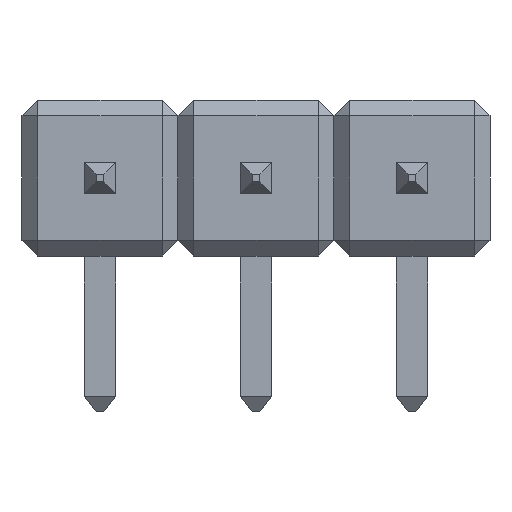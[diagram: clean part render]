
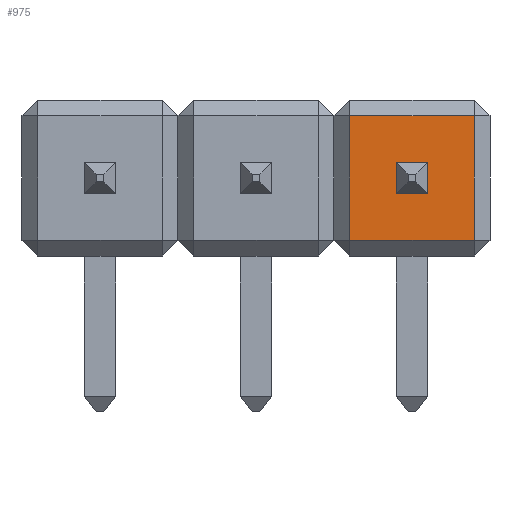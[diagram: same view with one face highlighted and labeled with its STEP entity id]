
A CAD part, front view. The second image highlights one B-rep face of the part: STEP entity #975.
In plain terms, the highlighted planar face has unit normal (0, -1, 0).
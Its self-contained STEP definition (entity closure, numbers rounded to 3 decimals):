
#975=ADVANCED_FACE('',(#2047),#2049,.T.);
#2047=FACE_BOUND('',#2048,.T.);
#2048=EDGE_LOOP('',(#2735,#2736,#2737,#2738));
#2049=PLANE('',#2050);
#2050=AXIS2_PLACEMENT_3D('',#2051,#2052,#2053);
#2051=CARTESIAN_POINT('',(0.,-3.048,0.));
#2052=DIRECTION('',(0.,-1.,0.));
#2053=DIRECTION('',(0.,0.,-1.));
#2735=ORIENTED_EDGE('',*,*,#3337,.F.);
#2736=ORIENTED_EDGE('',*,*,#3313,.T.);
#2737=ORIENTED_EDGE('',*,*,#3316,.T.);
#2738=ORIENTED_EDGE('',*,*,#3325,.T.);
#3313=EDGE_CURVE('',#4241,#4238,#4242,.T.);
#3316=EDGE_CURVE('',#4238,#4246,#4247,.T.);
#3325=EDGE_CURVE('',#4246,#4258,#4261,.T.);
#3337=EDGE_CURVE('',#4241,#4258,#4277,.T.);
#4238=VERTEX_POINT('',#4502);
#4241=VERTEX_POINT('',#4509);
#4242=LINE('',#4510,#4511);
#4246=VERTEX_POINT('',#4520);
#4247=LINE('',#4521,#4522);
#4258=VERTEX_POINT('',#4548);
#4261=LINE('',#4553,#4554);
#4277=LINE('',#4593,#4594);
#4502=CARTESIAN_POINT('',(4.064,-3.048,2.286));
#4509=CARTESIAN_POINT('',(6.096,-3.048,2.286));
#4510=CARTESIAN_POINT('',(6.096,-3.048,2.286));
#4511=VECTOR('',#4512,1.);
#4512=DIRECTION('',(-1.,0.,0.));
#4520=CARTESIAN_POINT('',(4.064,-3.048,0.254));
#4521=CARTESIAN_POINT('',(4.064,-3.048,2.286));
#4522=VECTOR('',#4523,1.);
#4523=DIRECTION('',(0.,0.,-1.));
#4548=CARTESIAN_POINT('',(6.096,-3.048,0.254));
#4553=CARTESIAN_POINT('',(4.064,-3.048,0.254));
#4554=VECTOR('',#4555,1.);
#4555=DIRECTION('',(1.,0.,0.));
#4593=CARTESIAN_POINT('',(6.096,-3.048,2.286));
#4594=VECTOR('',#4595,1.);
#4595=DIRECTION('',(0.,0.,-1.));
